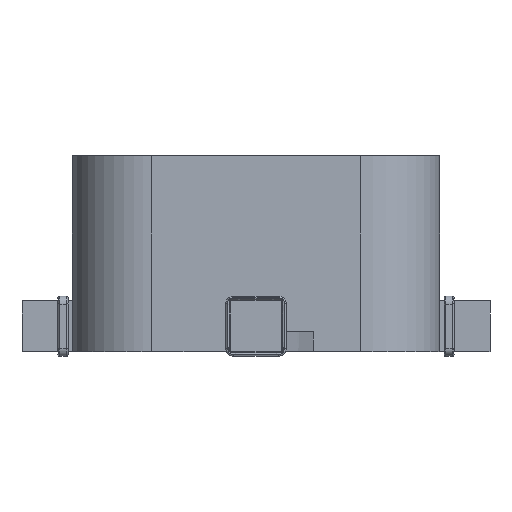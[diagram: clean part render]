
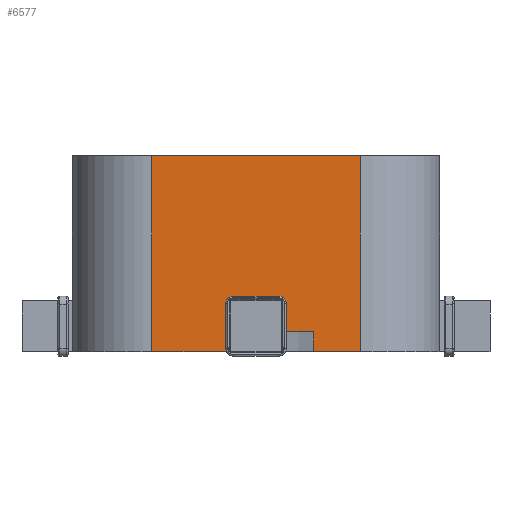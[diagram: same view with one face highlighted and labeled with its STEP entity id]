
A CAD part, front view. The second image highlights one B-rep face of the part: STEP entity #6577.
In plain terms, the highlighted free-form (B-spline) face has degree [1, 1] with [2, 2] control points.
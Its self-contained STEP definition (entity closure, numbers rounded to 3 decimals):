
#5809=CARTESIAN_POINT('',(-2.61,-4.59,0.));
#5810=VERTEX_POINT('',#5809);
#5817=CARTESIAN_POINT('',(-2.61,-4.59,-4.9));
#5818=VERTEX_POINT('',#5817);
#5819=CARTESIAN_POINT('',(-2.61,-4.59,0.));
#5820=CARTESIAN_POINT('',(-2.61,-4.59,-4.9));
#5821=B_SPLINE_CURVE_WITH_KNOTS('',1,(#5819,#5820),.POLYLINE_FORM.,.F.,.U.,(2,2),(0.,1.),.UNSPECIFIED.);
#5822=EDGE_CURVE('',#5810,#5818,#5821,.T.);
#5847=CARTESIAN_POINT('',(2.61,-4.59,0.));
#5848=VERTEX_POINT('',#5847);
#5864=CARTESIAN_POINT('',(2.61,-4.59,-4.9));
#5865=VERTEX_POINT('',#5864);
#5872=CARTESIAN_POINT('',(2.61,-4.59,0.));
#5873=CARTESIAN_POINT('',(2.61,-4.59,-4.9));
#5874=B_SPLINE_CURVE_WITH_KNOTS('',1,(#5872,#5873),.POLYLINE_FORM.,.F.,.U.,(2,2),(0.,1.),.UNSPECIFIED.);
#5875=EDGE_CURVE('',#5848,#5865,#5874,.T.);
#5942=CARTESIAN_POINT('',(-0.635,-4.59,-4.9));
#5943=VERTEX_POINT('',#5942);
#5949=CARTESIAN_POINT('',(-2.61,-4.59,-4.9));
#5950=CARTESIAN_POINT('',(-0.635,-4.59,-4.9));
#5951=B_SPLINE_CURVE_WITH_KNOTS('',1,(#5949,#5950),.POLYLINE_FORM.,.F.,.U.,(2,2),(0.,0.378),.UNSPECIFIED.);
#5952=EDGE_CURVE('',#5818,#5943,#5951,.T.);
#5970=CARTESIAN_POINT('',(1.435,-4.59,-4.9));
#5971=VERTEX_POINT('',#5970);
#5972=CARTESIAN_POINT('',(1.435,-4.59,-4.9));
#5973=CARTESIAN_POINT('',(2.61,-4.59,-4.9));
#5974=B_SPLINE_CURVE_WITH_KNOTS('',1,(#5972,#5973),.POLYLINE_FORM.,.F.,.U.,(2,2),(0.775,1.),.UNSPECIFIED.);
#5975=EDGE_CURVE('',#5971,#5865,#5974,.T.);
#6388=CARTESIAN_POINT('',(1.435,-4.59,-4.4));
#6389=VERTEX_POINT('',#6388);
#6390=CARTESIAN_POINT('',(1.435,-4.59,-4.9));
#6391=CARTESIAN_POINT('',(1.435,-4.59,-4.4));
#6392=B_SPLINE_CURVE_WITH_KNOTS('',1,(#6390,#6391),.POLYLINE_FORM.,.F.,.U.,(2,2),(0.,1.),.UNSPECIFIED.);
#6393=EDGE_CURVE('',#5971,#6389,#6392,.T.);
#6409=CARTESIAN_POINT('',(0.635,-4.59,-4.4));
#6410=VERTEX_POINT('',#6409);
#6411=CARTESIAN_POINT('',(1.435,-4.59,-4.4));
#6412=CARTESIAN_POINT('',(0.635,-4.59,-4.4));
#6413=B_SPLINE_CURVE_WITH_KNOTS('',1,(#6411,#6412),.POLYLINE_FORM.,.F.,.U.,(2,2),(0.,1.),.UNSPECIFIED.);
#6414=EDGE_CURVE('',#6389,#6410,#6413,.T.);
#6540=CARTESIAN_POINT('',(-2.61,-4.59,0.));
#6541=CARTESIAN_POINT('',(-2.61,-4.59,-4.9));
#6542=CARTESIAN_POINT('',(2.61,-4.59,0.));
#6543=CARTESIAN_POINT('',(2.61,-4.59,-4.9));
#6544=B_SPLINE_SURFACE_WITH_KNOTS('',1,1,((#6540,#6541),(#6542,#6543)),.PLANE_SURF.,.F.,.F.,.U.,(2,2),(2,2),(0.,1.),(0.,1.),.UNSPECIFIED.);
#6545=CARTESIAN_POINT('',(-2.61,-4.59,0.));
#6546=CARTESIAN_POINT('',(2.61,-4.59,0.));
#6547=B_SPLINE_CURVE_WITH_KNOTS('',1,(#6545,#6546),.POLYLINE_FORM.,.F.,.U.,(2,2),(0.,1.),.UNSPECIFIED.);
#6548=EDGE_CURVE('',#5810,#5848,#6547,.T.);
#6549=ORIENTED_EDGE('',*,*,#6548,.T.);
#6550=ORIENTED_EDGE('',*,*,#5875,.T.);
#6551=ORIENTED_EDGE('',*,*,#5975,.F.);
#6552=ORIENTED_EDGE('',*,*,#6393,.T.);
#6553=ORIENTED_EDGE('',*,*,#6414,.T.);
#6554=CARTESIAN_POINT('',(0.635,-4.59,-3.63));
#6555=VERTEX_POINT('',#6554);
#6556=CARTESIAN_POINT('',(0.635,-4.59,-4.4));
#6557=CARTESIAN_POINT('',(0.635,-4.59,-3.63));
#6558=B_SPLINE_CURVE_WITH_KNOTS('',1,(#6556,#6557),.POLYLINE_FORM.,.F.,.U.,(2,2),(0.394,1.),.UNSPECIFIED.);
#6559=EDGE_CURVE('',#6410,#6555,#6558,.T.);
#6560=ORIENTED_EDGE('',*,*,#6559,.T.);
#6561=CARTESIAN_POINT('',(-0.635,-4.59,-3.63));
#6562=VERTEX_POINT('',#6561);
#6563=CARTESIAN_POINT('',(0.635,-4.59,-3.63));
#6564=CARTESIAN_POINT('',(-0.635,-4.59,-3.63));
#6565=B_SPLINE_CURVE_WITH_KNOTS('',1,(#6563,#6564),.POLYLINE_FORM.,.F.,.U.,(2,2),(0.,1.),.UNSPECIFIED.);
#6566=EDGE_CURVE('',#6555,#6562,#6565,.T.);
#6567=ORIENTED_EDGE('',*,*,#6566,.T.);
#6568=CARTESIAN_POINT('',(-0.635,-4.59,-4.9));
#6569=CARTESIAN_POINT('',(-0.635,-4.59,-3.63));
#6570=B_SPLINE_CURVE_WITH_KNOTS('',1,(#6568,#6569),.POLYLINE_FORM.,.F.,.U.,(2,2),(0.,1.),.UNSPECIFIED.);
#6571=EDGE_CURVE('',#5943,#6562,#6570,.T.);
#6572=ORIENTED_EDGE('',*,*,#6571,.F.);
#6573=ORIENTED_EDGE('',*,*,#5952,.F.);
#6574=ORIENTED_EDGE('',*,*,#5822,.F.);
#6575=EDGE_LOOP('',(#6549,#6550,#6551,#6552,#6553,#6560,#6567,#6572,#6573,#6574));
#6576=FACE_OUTER_BOUND('',#6575,.F.);
#6577=ADVANCED_FACE('',(#6576),#6544,.F.);
